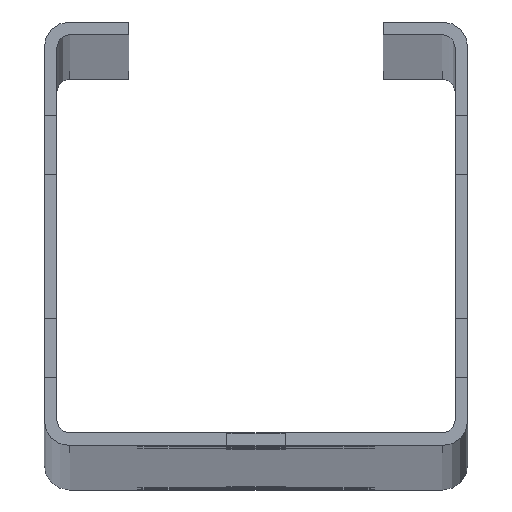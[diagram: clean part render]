
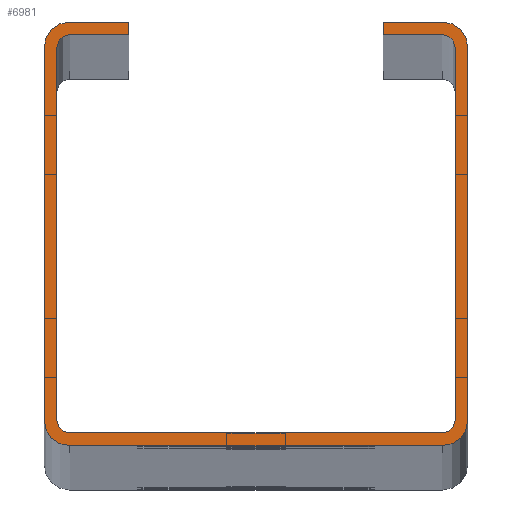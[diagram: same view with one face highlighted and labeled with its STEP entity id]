
A CAD part, top view. The second image highlights one B-rep face of the part: STEP entity #6981.
In plain terms, the highlighted planar face has unit normal (0, 0, 1).
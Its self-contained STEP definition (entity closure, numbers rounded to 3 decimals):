
#2282=DIRECTION('',(-1.,0.,0.));
#2283=VECTOR('',#2282,7.);
#2284=CARTESIAN_POINT('',(-15.,50.,1500.));
#2285=LINE('',#2284,#2283);
#2286=DIRECTION('',(0.,1.,0.));
#2287=VECTOR('',#2286,1.5);
#2288=CARTESIAN_POINT('',(-15.,48.5,1500.));
#2289=LINE('',#2288,#2287);
#2290=DIRECTION('',(1.,0.,0.));
#2291=VECTOR('',#2290,7.);
#2292=CARTESIAN_POINT('',(-22.,48.5,1500.));
#2293=LINE('',#2292,#2291);
#2294=CARTESIAN_POINT('',(-22.,47.,1500.));
#2295=DIRECTION('',(0.,0.,-1.));
#2296=DIRECTION('',(-1.,0.,0.));
#2297=AXIS2_PLACEMENT_3D('',#2294,#2295,#2296);
#2299=DIRECTION('',(0.,1.,0.));
#2300=VECTOR('',#2299,44.);
#2301=CARTESIAN_POINT('',(-23.5,3.,1500.));
#2302=LINE('',#2301,#2300);
#2303=CARTESIAN_POINT('',(-22.,3.,1500.));
#2304=DIRECTION('',(0.,0.,-1.));
#2305=DIRECTION('',(0.,-1.,0.));
#2306=AXIS2_PLACEMENT_3D('',#2303,#2304,#2305);
#2308=DIRECTION('',(-1.,0.,0.));
#2309=VECTOR('',#2308,44.);
#2310=CARTESIAN_POINT('',(22.,1.5,1500.));
#2311=LINE('',#2310,#2309);
#2312=CARTESIAN_POINT('',(22.,3.,1500.));
#2313=DIRECTION('',(0.,0.,-1.));
#2314=DIRECTION('',(1.,0.,0.));
#2315=AXIS2_PLACEMENT_3D('',#2312,#2313,#2314);
#2317=DIRECTION('',(0.,-1.,0.));
#2318=VECTOR('',#2317,44.);
#2319=CARTESIAN_POINT('',(23.5,47.,1500.));
#2320=LINE('',#2319,#2318);
#2321=CARTESIAN_POINT('',(22.,47.,1500.));
#2322=DIRECTION('',(0.,0.,-1.));
#2323=DIRECTION('',(0.,1.,0.));
#2324=AXIS2_PLACEMENT_3D('',#2321,#2322,#2323);
#2326=DIRECTION('',(1.,0.,0.));
#2327=VECTOR('',#2326,7.);
#2328=CARTESIAN_POINT('',(15.,48.5,1500.));
#2329=LINE('',#2328,#2327);
#2330=DIRECTION('',(0.,-1.,0.));
#2331=VECTOR('',#2330,1.5);
#2332=CARTESIAN_POINT('',(15.,50.,1500.));
#2333=LINE('',#2332,#2331);
#2334=DIRECTION('',(-1.,0.,0.));
#2335=VECTOR('',#2334,7.);
#2336=CARTESIAN_POINT('',(22.,50.,1500.));
#2337=LINE('',#2336,#2335);
#2338=CARTESIAN_POINT('',(22.,47.,1500.));
#2339=DIRECTION('',(0.,0.,1.));
#2340=DIRECTION('',(1.,0.,0.));
#2341=AXIS2_PLACEMENT_3D('',#2338,#2339,#2340);
#2343=DIRECTION('',(0.,1.,0.));
#2344=VECTOR('',#2343,44.);
#2345=CARTESIAN_POINT('',(25.,3.,1500.));
#2346=LINE('',#2345,#2344);
#2347=CARTESIAN_POINT('',(22.,3.,1500.));
#2348=DIRECTION('',(0.,0.,1.));
#2349=DIRECTION('',(0.,-1.,0.));
#2350=AXIS2_PLACEMENT_3D('',#2347,#2348,#2349);
#2352=DIRECTION('',(1.,0.,0.));
#2353=VECTOR('',#2352,44.);
#2354=CARTESIAN_POINT('',(-22.,0.,1500.));
#2355=LINE('',#2354,#2353);
#2356=CARTESIAN_POINT('',(-22.,3.,1500.));
#2357=DIRECTION('',(0.,0.,1.));
#2358=DIRECTION('',(-1.,0.,0.));
#2359=AXIS2_PLACEMENT_3D('',#2356,#2357,#2358);
#2361=DIRECTION('',(0.,-1.,0.));
#2362=VECTOR('',#2361,44.);
#2363=CARTESIAN_POINT('',(-25.,47.,1500.));
#2364=LINE('',#2363,#2362);
#2365=CARTESIAN_POINT('',(-22.,47.,1500.));
#2366=DIRECTION('',(0.,0.,1.));
#2367=DIRECTION('',(0.,1.,0.));
#2368=AXIS2_PLACEMENT_3D('',#2365,#2366,#2367);
#4026=CARTESIAN_POINT('',(-25.,47.,1500.));
#4027=CARTESIAN_POINT('',(-25.,3.,1500.));
#4028=VERTEX_POINT('',#4026);
#4029=VERTEX_POINT('',#4027);
#4030=CARTESIAN_POINT('',(-22.,0.,1500.));
#4031=VERTEX_POINT('',#4030);
#4032=CARTESIAN_POINT('',(22.,0.,1500.));
#4033=VERTEX_POINT('',#4032);
#4034=CARTESIAN_POINT('',(25.,3.,1500.));
#4035=VERTEX_POINT('',#4034);
#4036=CARTESIAN_POINT('',(25.,47.,1500.));
#4037=VERTEX_POINT('',#4036);
#4038=CARTESIAN_POINT('',(23.5,47.,1500.));
#4039=CARTESIAN_POINT('',(23.5,3.,1500.));
#4040=VERTEX_POINT('',#4038);
#4041=VERTEX_POINT('',#4039);
#4042=CARTESIAN_POINT('',(22.,1.5,1500.));
#4043=VERTEX_POINT('',#4042);
#4044=CARTESIAN_POINT('',(-22.,1.5,1500.));
#4045=VERTEX_POINT('',#4044);
#4046=CARTESIAN_POINT('',(-23.5,3.,1500.));
#4047=VERTEX_POINT('',#4046);
#4048=CARTESIAN_POINT('',(-23.5,47.,1500.));
#4049=VERTEX_POINT('',#4048);
#4066=CARTESIAN_POINT('',(-15.,50.,1500.));
#4067=CARTESIAN_POINT('',(-22.,50.,1500.));
#4068=VERTEX_POINT('',#4066);
#4069=VERTEX_POINT('',#4067);
#4070=CARTESIAN_POINT('',(22.,50.,1500.));
#4071=VERTEX_POINT('',#4070);
#4072=CARTESIAN_POINT('',(15.,50.,1500.));
#4073=VERTEX_POINT('',#4072);
#4074=CARTESIAN_POINT('',(15.,48.5,1500.));
#4075=VERTEX_POINT('',#4074);
#4076=CARTESIAN_POINT('',(22.,48.5,1500.));
#4077=VERTEX_POINT('',#4076);
#4078=CARTESIAN_POINT('',(-22.,48.5,1500.));
#4079=VERTEX_POINT('',#4078);
#4080=CARTESIAN_POINT('',(-15.,48.5,1500.));
#4081=VERTEX_POINT('',#4080);
#6954=CARTESIAN_POINT('',(0.,0.,1500.));
#6955=DIRECTION('',(0.,0.,1.));
#6956=DIRECTION('',(1.,0.,0.));
#6957=AXIS2_PLACEMENT_3D('',#6954,#6955,#6956);
#6958=PLANE('',#6957);
#6959=ORIENTED_EDGE('',*,*,#5290,.F.);
#6960=ORIENTED_EDGE('',*,*,#5305,.F.);
#6961=ORIENTED_EDGE('',*,*,#5319,.F.);
#6962=ORIENTED_EDGE('',*,*,#5333,.F.);
#6963=ORIENTED_EDGE('',*,*,#5347,.F.);
#6964=ORIENTED_EDGE('',*,*,#5633,.F.);
#6965=ORIENTED_EDGE('',*,*,#5647,.F.);
#6966=ORIENTED_EDGE('',*,*,#5813,.F.);
#6967=ORIENTED_EDGE('',*,*,#5827,.F.);
#6968=ORIENTED_EDGE('',*,*,#6113,.F.);
#6969=ORIENTED_EDGE('',*,*,#6127,.F.);
#6970=ORIENTED_EDGE('',*,*,#6141,.F.);
#6971=ORIENTED_EDGE('',*,*,#6155,.F.);
#6972=ORIENTED_EDGE('',*,*,#6169,.F.);
#6973=ORIENTED_EDGE('',*,*,#6183,.F.);
#6974=ORIENTED_EDGE('',*,*,#6469,.F.);
#6975=ORIENTED_EDGE('',*,*,#6483,.F.);
#6976=ORIENTED_EDGE('',*,*,#6649,.F.);
#6977=ORIENTED_EDGE('',*,*,#6663,.F.);
#6978=ORIENTED_EDGE('',*,*,#6948,.F.);
#6979=EDGE_LOOP('',(#6959,#6960,#6961,#6962,#6963,#6964,#6965,#6966,#6967,#6968,
#6969,#6970,#6971,#6972,#6973,#6974,#6975,#6976,#6977,#6978));
#6980=FACE_OUTER_BOUND('',#6979,.F.);
#6981=ADVANCED_FACE('',(#6980),#6958,.T.);
#2298=CIRCLE('',#2297,1.5);
#2307=CIRCLE('',#2306,1.5);
#2316=CIRCLE('',#2315,1.5);
#2325=CIRCLE('',#2324,1.5);
#2342=CIRCLE('',#2341,3.);
#2351=CIRCLE('',#2350,3.);
#2360=CIRCLE('',#2359,3.);
#2369=CIRCLE('',#2368,3.);
#5290=EDGE_CURVE('',#4068,#4069,#2285,.T.);
#5305=EDGE_CURVE('',#4081,#4068,#2289,.T.);
#5319=EDGE_CURVE('',#4079,#4081,#2293,.T.);
#5333=EDGE_CURVE('',#4049,#4079,#2298,.T.);
#5347=EDGE_CURVE('',#4047,#4049,#2302,.T.);
#5633=EDGE_CURVE('',#4045,#4047,#2307,.T.);
#5647=EDGE_CURVE('',#4043,#4045,#2311,.T.);
#5813=EDGE_CURVE('',#4041,#4043,#2316,.T.);
#5827=EDGE_CURVE('',#4040,#4041,#2320,.T.);
#6113=EDGE_CURVE('',#4077,#4040,#2325,.T.);
#6127=EDGE_CURVE('',#4075,#4077,#2329,.T.);
#6141=EDGE_CURVE('',#4073,#4075,#2333,.T.);
#6155=EDGE_CURVE('',#4071,#4073,#2337,.T.);
#6169=EDGE_CURVE('',#4037,#4071,#2342,.T.);
#6183=EDGE_CURVE('',#4035,#4037,#2346,.T.);
#6469=EDGE_CURVE('',#4033,#4035,#2351,.T.);
#6483=EDGE_CURVE('',#4031,#4033,#2355,.T.);
#6649=EDGE_CURVE('',#4029,#4031,#2360,.T.);
#6663=EDGE_CURVE('',#4028,#4029,#2364,.T.);
#6948=EDGE_CURVE('',#4069,#4028,#2369,.T.);
